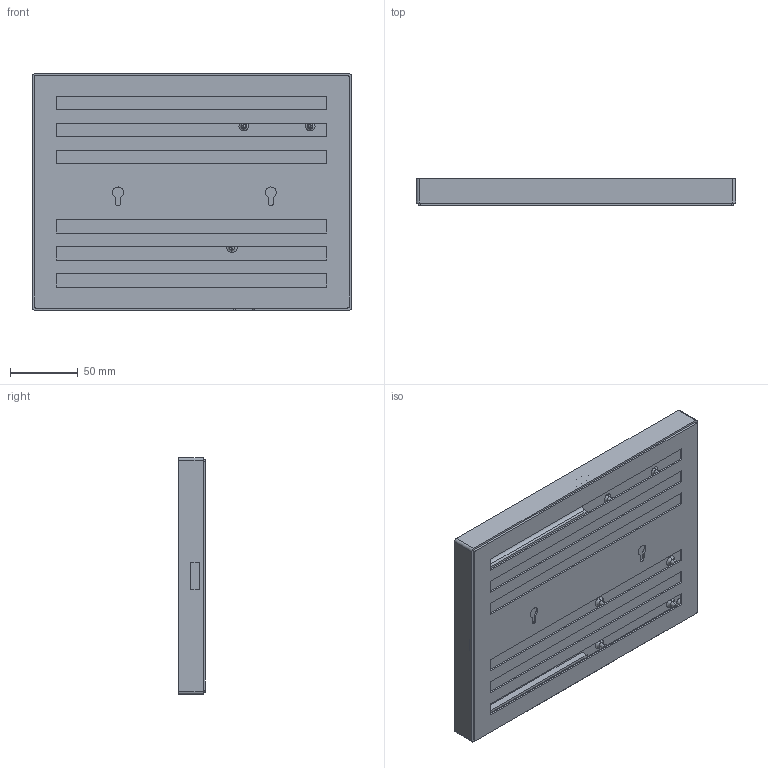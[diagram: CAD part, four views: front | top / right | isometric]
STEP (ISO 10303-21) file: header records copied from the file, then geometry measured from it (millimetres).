
FILE_DESCRIPTION (( 'STEP AP203' ), '1' );
FILE_NAME ('Sestava_Magnety.STEP', '2022-03-29T17:47:32', ( '' ), ( '' ), 'SwSTEP 2.0', 'SolidWorks 2019', '' );
FILE_SCHEMA (( 'CONFIG_CONTROL_DESIGN' ));
Length unit declared in the file: millimetre
Products named in the file (4): Vnitrni_cast; Ramecek_magnety; Spodni_ram_Magnety; Sestava_Magnety
Assembly tree (3 placements, depth 2):
  Sestava_Magnety
    Spodni_ram_Magnety
    Vnitrni_cast
    Ramecek_magnety
Bounding box: 236 x 19.95 x 175 mm (x, y, z)
Volume: 127287.3 mm3; surface area: 218677.4 mm2
Topology: 2 solids, 11 shells, 279 faces, 745 edges, 480 vertices
Faces by surface type: plane 168, cylinder 63, sphere 32, torus 16
Entity records: 8621 total; most frequent: CARTESIAN_POINT 1451, DIRECTION 1441, ORIENTED_EDGE 1346, EDGE_CURVE 681, AXIS2_PLACEMENT_3D 486, VECTOR 469, LINE 469, VERTEX_POINT 448
